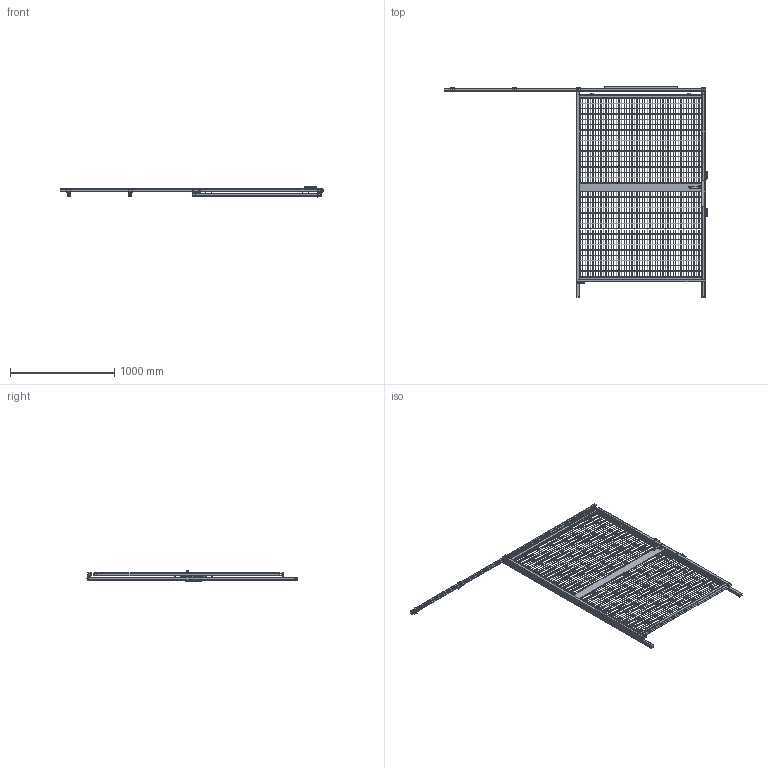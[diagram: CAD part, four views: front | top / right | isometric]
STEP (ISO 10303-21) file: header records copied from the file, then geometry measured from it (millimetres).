
FILE_DESCRIPTION (( 'STEP AP214' ), '1' );
FILE_NAME ('0010845.step', '2022-08-12T12:53:55', ( '' ), ( '' ), 'SwSTEP 2.0', 'SolidWorks 2020', '' );
FILE_SCHEMA (( 'AUTOMOTIVE_DESIGN' ));
Length unit declared in the file: millimetre
Products named in the file (1): 0010845
Bounding box: 2519.42 x 2010 x 110.5 mm (x, y, z)
Surface area: 4562662.3 mm2 (no closed solid volume)
Topology: 0 solids, 198 shells, 1772 faces, 3909 edges, 2498 vertices
Faces by surface type: plane 864, cylinder 682, cone 112, bspline 98, torus 16
Full cylindrical faces by diameter (mm): 20 x8
Entity records: 76595 total; most frequent: CARTESIAN_POINT 15959, DIRECTION 8511, ORIENTED_EDGE 7638, EDGE_CURVE 3861, AXIS2_PLACEMENT_3D 3232, VERTEX_POINT 2498, VECTOR 2047, LINE 2047
